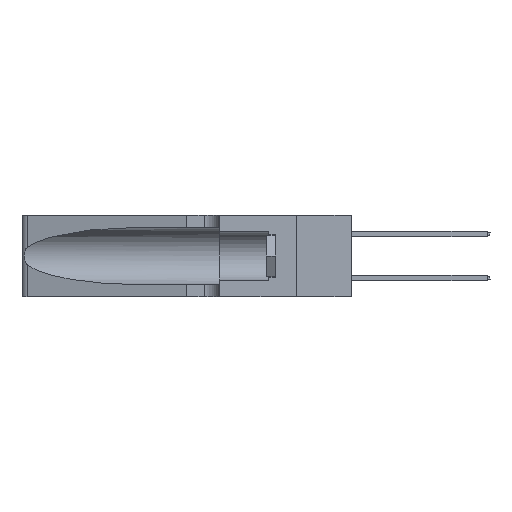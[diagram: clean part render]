
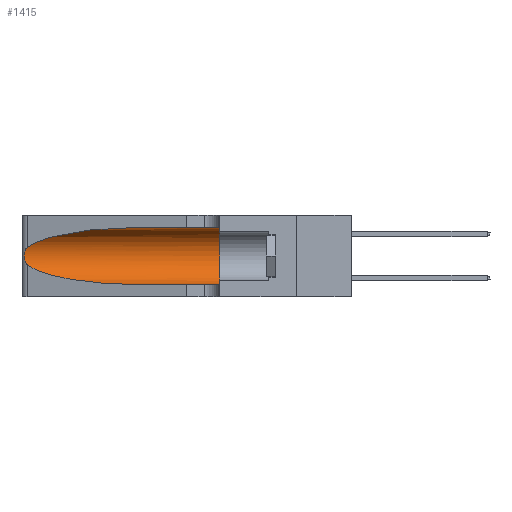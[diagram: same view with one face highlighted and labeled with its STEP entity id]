
A CAD part, left-side view. The second image highlights one B-rep face of the part: STEP entity #1415.
In plain terms, the highlighted cylindrical face has radius 3.308 mm (diameter 6.617 mm), a partial arc.
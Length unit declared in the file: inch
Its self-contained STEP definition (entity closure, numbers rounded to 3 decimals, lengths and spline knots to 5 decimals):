
#1191 = AXIS2_PLACEMENT_3D ( 'NONE', #22230, #11586, #14307 ) ;
#1415 = ADVANCED_FACE ( 'NONE', ( #16292 ), #15003, .F. ) ;
#1950 = CARTESIAN_POINT ( 'NONE',  ( 0.26075, 1.23896, 0.19203 ) ) ;
#2203 = CARTESIAN_POINT ( 'NONE',  ( 0.25639, 1.23184, 0.21858 ) ) ;
#2484 = CARTESIAN_POINT ( 'NONE',  ( 0.1305, 0.35, 0.05475 ) ) ;
#2787 = DIRECTION ( 'NONE',  ( 0., -1., 0. ) ) ;
#3585 = EDGE_CURVE ( 'NONE', #24379, #29536, #20969, .T. ) ;
#3933 = ORIENTED_EDGE ( 'NONE', *, *, #19612, .F. ) ;
#4551 = VERTEX_POINT ( 'NONE', #33694 ) ;
#4568 = CARTESIAN_POINT ( 'NONE',  ( 0.25854, 1.2359, 0.20912 ) ) ;
#4703 = CARTESIAN_POINT ( 'NONE',  ( 0.25487, 1.22718, 0.14631 ) ) ;
#4771 = EDGE_CURVE ( 'NONE', #24379, #27018, #28704, .T. ) ;
#4814 = CARTESIAN_POINT ( 'NONE',  ( 0.26075, 1.23896, 0.178 ) ) ;
#5048 = CARTESIAN_POINT ( 'NONE',  ( 0.1305, 1.61858, 0.05475 ) ) ;
#5717 = CARTESIAN_POINT ( 'NONE',  ( 0.1305, 0.35, 0.31525 ) ) ;
#7308 = CARTESIAN_POINT ( 'NONE',  ( 0.25555, 1.22993, 0.14849 ) ) ;
#7671 = CARTESIAN_POINT ( 'NONE',  ( 0.25787, 1.23484, 0.2124 ) ) ;
#9113 = CARTESIAN_POINT ( 'NONE',  ( 0.18966, 0.96281, 0.05475 ) ) ;
#9769 = ORIENTED_EDGE ( 'NONE', *, *, #3585, .T. ) ;
#10310 = CARTESIAN_POINT ( 'NONE',  ( 0.25487, 1.22718, 0.22369 ) ) ;
#11586 = DIRECTION ( 'NONE',  ( 0., 1., 0. ) ) ;
#12082 = ORIENTED_EDGE ( 'NONE', *, *, #25856, .T. ) ;
#12936 = DIRECTION ( 'NONE',  ( 0., 0., -1. ) ) ;
#12990 = CARTESIAN_POINT ( 'NONE',  ( 0.26017, 1.23833, 0.17102 ) ) ;
#13056 = DIRECTION ( 'NONE',  ( 0., -1., 0. ) ) ;
#14104 = CARTESIAN_POINT ( 'NONE',  ( 0.25487, 1.22718, 0.14631 ) ) ;
#14111 = CARTESIAN_POINT ( 'NONE',  ( 0.1305, 0.72297, 0.31525 ) ) ;
#14216 =( BOUNDED_CURVE ( )  B_SPLINE_CURVE ( 3, ( #14104, #25277, #9113, #30740 ),
 .UNSPECIFIED., .F., .T. ) 
 B_SPLINE_CURVE_WITH_KNOTS ( ( 4, 4 ),
 ( 3.44316, 4.71239 ),
 .UNSPECIFIED. ) 
 CURVE ( )  GEOMETRIC_REPRESENTATION_ITEM ( )  RATIONAL_B_SPLINE_CURVE ( ( 1., 0.87, 0.87, 1. ) ) 
 REPRESENTATION_ITEM ( '' )  );
#14307 = DIRECTION ( 'NONE',  ( 0., 0., 1. ) ) ;
#15003 = CYLINDRICAL_SURFACE ( 'NONE', #27413, 0.13025 ) ;
#15474 = CARTESIAN_POINT ( 'NONE',  ( 0.25856, 1.23593, 0.16098 ) ) ;
#16292 = FACE_OUTER_BOUND ( 'NONE', #18942, .T. ) ;
#18193 = CARTESIAN_POINT ( 'NONE',  ( 0.26018, 1.23835, 0.19895 ) ) ;
#18288 = CARTESIAN_POINT ( 'NONE',  ( 0.18966, 0.96281, 0.31525 ) ) ;
#18536 = CARTESIAN_POINT ( 'NONE',  ( 0.25555, 1.22994, 0.2215 ) ) ;
#18628 = VECTOR ( 'NONE', #34914, 39.37008 ) ;
#18853 = VERTEX_POINT ( 'NONE', #2484 ) ;
#18942 = EDGE_LOOP ( 'NONE', ( #9769, #28806, #12082, #29675, #3933, #32134 ) ) ;
#19612 = EDGE_CURVE ( 'NONE', #27018, #18853, #26078, .T. ) ;
#20969 =( BOUNDED_CURVE ( )  B_SPLINE_CURVE ( 3, ( #26411, #18288, #31909, #31788 ),
 .UNSPECIFIED., .F., .F. ) 
 B_SPLINE_CURVE_WITH_KNOTS ( ( 4, 4 ),
 ( 1.5708, 2.84003 ),
 .UNSPECIFIED. ) 
 CURVE ( )  GEOMETRIC_REPRESENTATION_ITEM ( )  RATIONAL_B_SPLINE_CURVE ( ( 1., 0.87, 0.87, 1. ) ) 
 REPRESENTATION_ITEM ( '' )  );
#22230 = CARTESIAN_POINT ( 'NONE',  ( 0.1305, 0.35, 0.185 ) ) ;
#24379 = VERTEX_POINT ( 'NONE', #14111 ) ;
#25277 = CARTESIAN_POINT ( 'NONE',  ( 0.2373, 1.15595, 0.08982 ) ) ;
#25856 = EDGE_CURVE ( 'NONE', #4551, #28552, #14216, .T. ) ;
#26078 = CIRCLE ( 'NONE', #1191, 0.13025 ) ;
#26411 = CARTESIAN_POINT ( 'NONE',  ( 0.1305, 0.72297, 0.31525 ) ) ;
#26632 = LINE ( 'NONE', #5048, #18628 ) ;
#27018 = VERTEX_POINT ( 'NONE', #5717 ) ;
#27413 = AXIS2_PLACEMENT_3D ( 'NONE', #29586, #13056, #12936 ) ;
#28104 = EDGE_CURVE ( 'NONE', #29536, #4551, #33111, .T. ) ;
#28139 = CARTESIAN_POINT ( 'NONE',  ( 0.1305, 0.72297, 0.05475 ) ) ;
#28174 = EDGE_CURVE ( 'NONE', #28552, #18853, #26632, .T. ) ;
#28552 = VERTEX_POINT ( 'NONE', #28139 ) ;
#28704 = LINE ( 'NONE', #32372, #35141 ) ;
#28806 = ORIENTED_EDGE ( 'NONE', *, *, #28104, .T. ) ;
#28914 = CARTESIAN_POINT ( 'NONE',  ( 0.25789, 1.23486, 0.15765 ) ) ;
#29536 = VERTEX_POINT ( 'NONE', #32461 ) ;
#29586 = CARTESIAN_POINT ( 'NONE',  ( 0.1305, 1.61858, 0.185 ) ) ;
#29675 = ORIENTED_EDGE ( 'NONE', *, *, #28174, .T. ) ;
#30740 = CARTESIAN_POINT ( 'NONE',  ( 0.1305, 0.72297, 0.05475 ) ) ;
#31788 = CARTESIAN_POINT ( 'NONE',  ( 0.25487, 1.22718, 0.22369 ) ) ;
#31909 = CARTESIAN_POINT ( 'NONE',  ( 0.2373, 1.15595, 0.28018 ) ) ;
#31923 = CARTESIAN_POINT ( 'NONE',  ( 0.25639, 1.23186, 0.15144 ) ) ;
#32134 = ORIENTED_EDGE ( 'NONE', *, *, #4771, .F. ) ;
#32372 = CARTESIAN_POINT ( 'NONE',  ( 0.1305, 1.61858, 0.31525 ) ) ;
#32461 = CARTESIAN_POINT ( 'NONE',  ( 0.25487, 1.22718, 0.22369 ) ) ;
#33111 = B_SPLINE_CURVE_WITH_KNOTS ( 'NONE', 3,
 ( #10310, #18536, #2203, #7671, #4568, #18193, #1950, #4814, #12990, #15474, #28914, #31923, #7308, #4703 ),
 .UNSPECIFIED., .F., .F.,
 ( 4, 2, 2, 2, 2, 2, 4 ),
 ( 0., 0.00027, 0.00053, 0.00107, 0.0016, 0.00187, 0.00214 ),
 .UNSPECIFIED. ) ;
#33694 = CARTESIAN_POINT ( 'NONE',  ( 0.25487, 1.22718, 0.14631 ) ) ;
#34914 = DIRECTION ( 'NONE',  ( 0., -1., 0. ) ) ;
#35141 = VECTOR ( 'NONE', #2787, 39.37008 ) ;
